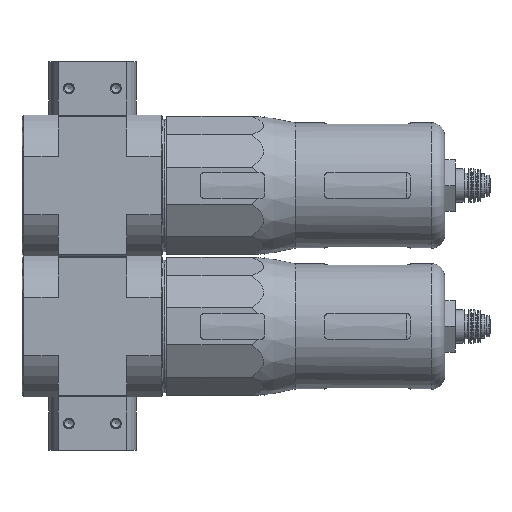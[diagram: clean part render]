
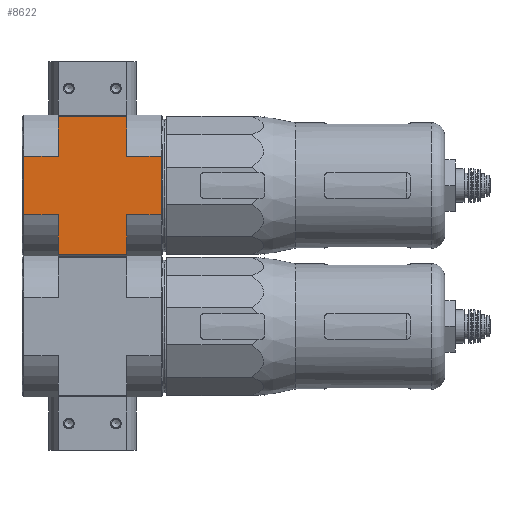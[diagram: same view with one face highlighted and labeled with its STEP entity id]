
A CAD part, left-side view. The second image highlights one B-rep face of the part: STEP entity #8622.
In plain terms, the highlighted face is planar.
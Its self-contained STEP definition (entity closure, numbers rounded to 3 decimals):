
#1706=ORIENTED_EDGE('',*,*,#3828,.T.);
#1707=ORIENTED_EDGE('',*,*,#3829,.F.);
#1708=ORIENTED_EDGE('',*,*,#3830,.T.);
#1709=ORIENTED_EDGE('',*,*,#3831,.F.);
#1710=ORIENTED_EDGE('',*,*,#3778,.T.);
#1711=ORIENTED_EDGE('',*,*,#3832,.T.);
#1712=ORIENTED_EDGE('',*,*,#3833,.F.);
#1713=ORIENTED_EDGE('',*,*,#3834,.T.);
#1714=ORIENTED_EDGE('',*,*,#3835,.F.);
#1715=ORIENTED_EDGE('',*,*,#3836,.T.);
#1716=ORIENTED_EDGE('',*,*,#3780,.F.);
#1717=ORIENTED_EDGE('',*,*,#3837,.F.);
#3778=EDGE_CURVE('',#4902,#4904,#5717,.T.);
#3780=EDGE_CURVE('',#4905,#4907,#5719,.T.);
#3828=EDGE_CURVE('',#4948,#4949,#5756,.F.);
#3829=EDGE_CURVE('',#4950,#4949,#5757,.T.);
#3830=EDGE_CURVE('',#4950,#4951,#5758,.T.);
#3831=EDGE_CURVE('',#4902,#4951,#5759,.T.);
#3832=EDGE_CURVE('',#4904,#4952,#5760,.T.);
#3833=EDGE_CURVE('',#4953,#4952,#5761,.T.);
#3834=EDGE_CURVE('',#4953,#4954,#5762,.T.);
#3835=EDGE_CURVE('',#4955,#4954,#5763,.F.);
#3836=EDGE_CURVE('',#4955,#4907,#5764,.T.);
#3837=EDGE_CURVE('',#4948,#4905,#5765,.T.);
#4902=VERTEX_POINT('',#16094);
#4904=VERTEX_POINT('',#16098);
#4905=VERTEX_POINT('',#16102);
#4907=VERTEX_POINT('',#16105);
#4948=VERTEX_POINT('',#16199);
#4949=VERTEX_POINT('',#16200);
#4950=VERTEX_POINT('',#16202);
#4951=VERTEX_POINT('',#16204);
#4952=VERTEX_POINT('',#16207);
#4953=VERTEX_POINT('',#16209);
#4954=VERTEX_POINT('',#16211);
#4955=VERTEX_POINT('',#16213);
#5717=LINE('',#16099,#6273);
#5719=LINE('',#16104,#6275);
#5756=LINE('',#16198,#6312);
#5757=LINE('',#16201,#6313);
#5758=LINE('',#16203,#6314);
#5759=LINE('',#16205,#6315);
#5760=LINE('',#16206,#6316);
#5761=LINE('',#16208,#6317);
#5762=LINE('',#16210,#6318);
#5763=LINE('',#16212,#6319);
#5764=LINE('',#16214,#6320);
#5765=LINE('',#16215,#6321);
#6273=VECTOR('',#13603,1000.);
#6275=VECTOR('',#13607,1000.);
#6312=VECTOR('',#13676,1000.);
#6313=VECTOR('',#13677,1000.);
#6314=VECTOR('',#13678,1000.);
#6315=VECTOR('',#13679,1000.);
#6316=VECTOR('',#13680,1000.);
#6317=VECTOR('',#13681,1000.);
#6318=VECTOR('',#13682,1000.);
#6319=VECTOR('',#13683,1000.);
#6320=VECTOR('',#13684,1000.);
#6321=VECTOR('',#13685,1000.);
#6859=EDGE_LOOP('',(#1706,#1707,#1708,#1709,#1710,#1711,#1712,#1713,#1714,
#1715,#1716,#1717));
#7644=FACE_BOUND('',#6859,.T.);
#8289=PLANE('',#12186);
#8622=ADVANCED_FACE('',(#7644),#8289,.F.);
#12186=AXIS2_PLACEMENT_3D('',#16197,#13674,#13675);
#13603=DIRECTION('',(0.,-1.,0.));
#13607=DIRECTION('',(0.,-1.,0.));
#13674=DIRECTION('',(0.,0.,1.));
#13675=DIRECTION('',(1.,0.,0.));
#13676=DIRECTION('',(0.,-1.,0.));
#13677=DIRECTION('',(-1.,0.,0.));
#13678=DIRECTION('',(0.,-1.,0.));
#13679=DIRECTION('',(-1.,0.,0.));
#13680=DIRECTION('',(-1.,0.,0.));
#13681=DIRECTION('',(0.,1.,0.));
#13682=DIRECTION('',(-1.,0.,0.));
#13683=DIRECTION('',(0.,1.,0.));
#13684=DIRECTION('',(-1.,0.,0.));
#13685=DIRECTION('',(-1.,0.,0.));
#16094=CARTESIAN_POINT('',(32.2,16.,-33.));
#16098=CARTESIAN_POINT('',(32.2,-16.,-33.));
#16099=CARTESIAN_POINT('',(32.2,33.,-33.));
#16102=CARTESIAN_POINT('',(-32.2,16.,-33.));
#16104=CARTESIAN_POINT('',(-32.2,33.,-33.));
#16105=CARTESIAN_POINT('',(-32.2,-16.,-33.));
#16197=CARTESIAN_POINT('',(32.2,33.,-33.));
#16198=CARTESIAN_POINT('',(-13.619,36.,-33.));
#16199=CARTESIAN_POINT('',(-13.619,16.,-33.));
#16200=CARTESIAN_POINT('',(-13.619,32.2,-33.));
#16201=CARTESIAN_POINT('',(33.,32.2,-33.));
#16202=CARTESIAN_POINT('',(13.619,32.2,-33.));
#16203=CARTESIAN_POINT('',(13.619,36.,-33.));
#16204=CARTESIAN_POINT('',(13.619,16.,-33.));
#16205=CARTESIAN_POINT('',(32.2,16.,-33.));
#16206=CARTESIAN_POINT('',(32.2,-16.,-33.));
#16207=CARTESIAN_POINT('',(13.619,-16.,-33.));
#16208=CARTESIAN_POINT('',(13.619,-36.,-33.));
#16209=CARTESIAN_POINT('',(13.619,-32.2,-33.));
#16210=CARTESIAN_POINT('',(33.,-32.2,-33.));
#16211=CARTESIAN_POINT('',(-13.619,-32.2,-33.));
#16212=CARTESIAN_POINT('',(-13.619,-36.,-33.));
#16213=CARTESIAN_POINT('',(-13.619,-16.,-33.));
#16214=CARTESIAN_POINT('',(32.2,-16.,-33.));
#16215=CARTESIAN_POINT('',(32.2,16.,-33.));
